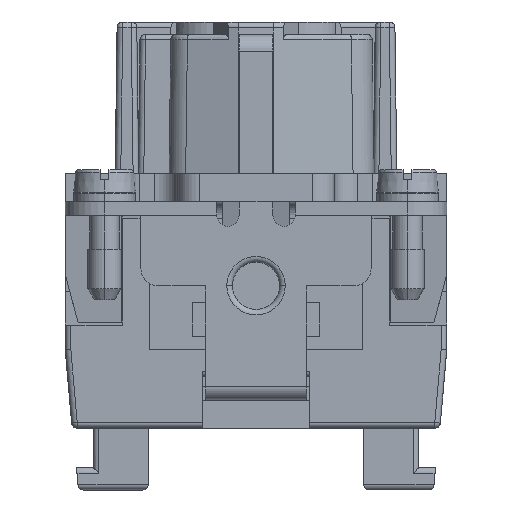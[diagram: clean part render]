
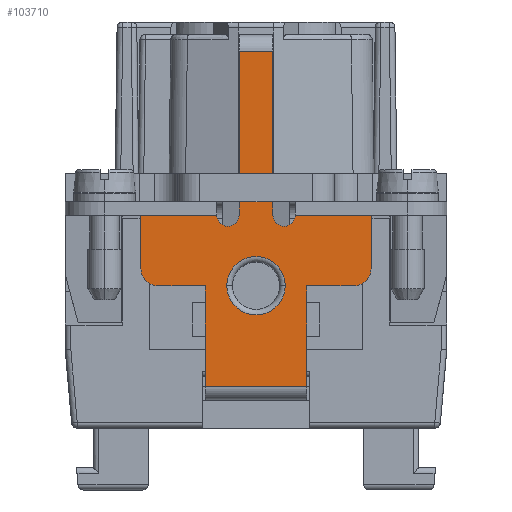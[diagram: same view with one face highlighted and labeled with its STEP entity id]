
A CAD part, left-side view. The second image highlights one B-rep face of the part: STEP entity #103710.
In plain terms, the highlighted planar face has unit normal (-1, 0, 0).
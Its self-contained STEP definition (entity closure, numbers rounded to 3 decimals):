
#89580=CARTESIAN_POINT('',(-4.462,35.249,-23.));
#89590=VERTEX_POINT('',#89580);
#89760=CARTESIAN_POINT('',(-4.462,39.499,-23.));
#89770=VERTEX_POINT('',#89760);
#89800=CARTESIAN_POINT('',(-4.462,0.,-23.));
#89810=DIRECTION('',(0.,1.,0.));
#89820=VECTOR('',#89810,1.);
#89830=LINE('',#89800,#89820);
#89840=EDGE_CURVE('',#89590,#89770,#89830,.T.);
#90070=CARTESIAN_POINT('',(-4.462,33.749,-21.5));
#90080=VERTEX_POINT('',#90070);
#90190=CARTESIAN_POINT('',(-4.462,35.249,-21.5));
#90200=DIRECTION('',(1.,0.,0.));
#90210=DIRECTION('',(0.,-1.,0.));
#90220=AXIS2_PLACEMENT_3D('',#90190,#90200,#90210);
#90230=CIRCLE('',#90220,1.5);
#90240=EDGE_CURVE('',#90080,#89590,#90230,.T.);
#90420=CARTESIAN_POINT('',(-4.462,33.749,0.));
#90430=DIRECTION('',(0.,0.,-1.));
#90440=VECTOR('',#90430,1.);
#90450=LINE('',#90420,#90440);
#90460=CARTESIAN_POINT('',(-4.462,33.749,-16.7));
#90470=VERTEX_POINT('',#90460);
#90480=EDGE_CURVE('',#90470,#90080,#90450,.T.);
#91570=CARTESIAN_POINT('',(-4.462,52.749,-23.));
#91580=VERTEX_POINT('',#91570);
#91760=CARTESIAN_POINT('',(-4.462,54.249,-21.5));
#91770=VERTEX_POINT('',#91760);
#91800=CARTESIAN_POINT('',(-4.462,52.749,-21.5));
#91810=DIRECTION('',(1.,0.,0.));
#91820=DIRECTION('',(0.,-1.,0.));
#91830=AXIS2_PLACEMENT_3D('',#91800,#91810,#91820);
#91840=CIRCLE('',#91830,1.5);
#91850=EDGE_CURVE('',#91580,#91770,#91840,.T.);
#92060=CARTESIAN_POINT('',(-4.462,48.499,-23.));
#92070=VERTEX_POINT('',#92060);
#92190=CARTESIAN_POINT('',(-4.462,0.,-23.));
#92200=DIRECTION('',(0.,1.,0.));
#92210=VECTOR('',#92200,1.);
#92220=LINE('',#92190,#92210);
#92230=EDGE_CURVE('',#92070,#91580,#92220,.T.);
#97400=CARTESIAN_POINT('',(-4.462,48.499,0.));
#97410=DIRECTION('',(0.,0.,-1.));
#97420=VECTOR('',#97410,1.);
#97430=LINE('',#97400,#97420);
#97440=CARTESIAN_POINT('',(-4.462,48.499,-24.5));
#97450=VERTEX_POINT('',#97440);
#97460=EDGE_CURVE('',#92070,#97450,#97430,.T.);
#99030=CARTESIAN_POINT('',(-4.462,39.499,0.));
#99040=DIRECTION('',(0.,0.,1.));
#99050=VECTOR('',#99040,1.);
#99060=LINE('',#99030,#99050);
#99070=CARTESIAN_POINT('',(-4.462,39.499,-24.5));
#99080=VERTEX_POINT('',#99070);
#99090=EDGE_CURVE('',#99080,#89770,#99060,.T.);
#99940=CARTESIAN_POINT('',(-4.462,48.499,-27.5));
#99950=VERTEX_POINT('',#99940);
#99960=EDGE_CURVE('',#97450,#99950,#97430,.T.);
#100250=CARTESIAN_POINT('',(-4.462,48.499,-32.));
#100260=VERTEX_POINT('',#100250);
#100290=CARTESIAN_POINT('',(-4.462,0.,-32.)
);
#100300=DIRECTION('',(0.,1.,0.));
#100310=VECTOR('',#100300,1.);
#100320=LINE('',#100290,#100310);
#100330=CARTESIAN_POINT('',(-4.462,39.499,-32.));
#100340=VERTEX_POINT('',#100330);
#100350=EDGE_CURVE('',#100340,#100260,#100320,.T.);
#102720=CARTESIAN_POINT('',(-4.462,43.006,
-28.287));
#102730=DIRECTION('',(-1.,0.,0.));
#102740=DIRECTION('',(0.,1.,0.));
#102750=AXIS2_PLACEMENT_3D('',#102720,#102730,#102740);
#102760=PLANE('',#102750);
#102770=CARTESIAN_POINT('',(-4.462,43.999,-23.));
#102780=DIRECTION('',(-1.,0.,0.));
#102790=DIRECTION('',(0.,1.,0.));
#102800=AXIS2_PLACEMENT_3D('',#102770,#102780,#102790);
#102810=CIRCLE('',#102800,2.6);
#102820=CARTESIAN_POINT('',(-4.462,46.599,-23.));
#102830=VERTEX_POINT('',#102820);
#102840=CARTESIAN_POINT('',(-4.462,41.399,-23.));
#102850=VERTEX_POINT('',#102840);
#102860=EDGE_CURVE('',#102830,#102850,#102810,.T.);
#102870=ORIENTED_EDGE('',*,*,#102860,.F.);
#102880=EDGE_CURVE('',#102850,#102830,#102810,.T.);
#102890=ORIENTED_EDGE('',*,*,#102880,.F.);
#102900=EDGE_LOOP('',(#102890,#102870));
#102910=FACE_BOUND('',#102900,.T.);
#102920=ORIENTED_EDGE('',*,*,#99090,.T.);
#102930=CARTESIAN_POINT('',(-4.462,39.499,-27.5));
#102940=VERTEX_POINT('',#102930);
#102950=EDGE_CURVE('',#102940,#99080,#99060,.T.);
#102960=ORIENTED_EDGE('',*,*,#102950,.T.);
#102970=EDGE_CURVE('',#100340,#102940,#99060,.T.);
#102980=ORIENTED_EDGE('',*,*,#102970,.T.);
#102990=ORIENTED_EDGE('',*,*,#100350,.F.);
#103000=EDGE_CURVE('',#99950,#100260,#97430,.T.);
#103010=ORIENTED_EDGE('',*,*,#103000,.T.);
#103020=ORIENTED_EDGE('',*,*,#99960,.T.);
#103030=ORIENTED_EDGE('',*,*,#97460,.T.);
#103040=ORIENTED_EDGE('',*,*,#92230,.F.);
#103050=ORIENTED_EDGE('',*,*,#91850,.F.);
#103060=CARTESIAN_POINT('',(-4.462,54.249,0.));
#103070=DIRECTION('',(0.,0.,1.));
#103080=VECTOR('',#103070,1.);
#103090=LINE('',#103060,#103080);
#103100=CARTESIAN_POINT('',(-4.462,54.249,-16.7));
#103110=VERTEX_POINT('',#103100);
#103120=EDGE_CURVE('',#91770,#103110,#103090,.T.);
#103130=ORIENTED_EDGE('',*,*,#103120,.F.);
#103140=CARTESIAN_POINT('',(-4.462,0.,-16.7));
#103150=DIRECTION('',(0.,-1.,0.));
#103160=VECTOR('',#103150,1.);
#103170=LINE('',#103140,#103160);
#103180=CARTESIAN_POINT('',(-4.462,47.499,-16.7));
#103190=VERTEX_POINT('',#103180);
#103200=EDGE_CURVE('',#103110,#103190,#103170,.T.);
#103210=ORIENTED_EDGE('',*,*,#103200,.F.);
#103220=CARTESIAN_POINT('',(-4.462,46.499,-16.7));
#103230=DIRECTION('',(-1.,0.,0.));
#103240=DIRECTION('',(0.,1.,0.));
#103250=AXIS2_PLACEMENT_3D('',#103220,#103230,#103240);
#103260=CIRCLE('',#103250,1.);
#103270=CARTESIAN_POINT('',(-4.462,45.499,-16.7));
#103280=VERTEX_POINT('',#103270);
#103290=EDGE_CURVE('',#103190,#103280,#103260,.T.);
#103300=ORIENTED_EDGE('',*,*,#103290,.F.);
#103310=CARTESIAN_POINT('',(-4.462,45.499,0.));
#103320=DIRECTION('',(0.,0.,1.));
#103330=VECTOR('',#103320,1.);
#103340=LINE('',#103310,#103330);
#103350=CARTESIAN_POINT('',(-4.462,45.499,-2.1));
#103360=VERTEX_POINT('',#103350);
#103370=EDGE_CURVE('',#103280,#103360,#103340,.T.);
#103380=ORIENTED_EDGE('',*,*,#103370,.F.);
#103390=CARTESIAN_POINT('',(-4.462,42.499,-2.1));
#103400=DIRECTION('',(0.,-1.,0.));
#103410=VECTOR('',#103400,1.);
#103420=LINE('',#103390,#103410);
#103430=CARTESIAN_POINT('',(-4.462,42.499,-2.1));
#103440=VERTEX_POINT('',#103430);
#103450=EDGE_CURVE('',#103360,#103440,#103420,.T.);
#103460=ORIENTED_EDGE('',*,*,#103450,.F.);
#103470=CARTESIAN_POINT('',(-4.462,42.499,0.));
#103480=DIRECTION('',(0.,0.,-1.));
#103490=VECTOR('',#103480,1.);
#103500=LINE('',#103470,#103490);
#103510=CARTESIAN_POINT('',(-4.462,42.499,-16.7));
#103520=VERTEX_POINT('',#103510);
#103530=EDGE_CURVE('',#103440,#103520,#103500,.T.);
#103540=ORIENTED_EDGE('',*,*,#103530,.F.);
#103550=CARTESIAN_POINT('',(-4.462,41.499,-16.7));
#103560=DIRECTION('',(-1.,0.,0.));
#103570=DIRECTION('',(0.,1.,0.));
#103580=AXIS2_PLACEMENT_3D('',#103550,#103560,#103570);
#103590=CIRCLE('',#103580,1.);
#103600=CARTESIAN_POINT('',(-4.462,40.499,-16.7));
#103610=VERTEX_POINT('',#103600);
#103620=EDGE_CURVE('',#103520,#103610,#103590,.T.);
#103630=ORIENTED_EDGE('',*,*,#103620,.F.);
#103640=EDGE_CURVE('',#103610,#90470,#103170,.T.);
#103650=ORIENTED_EDGE('',*,*,#103640,.F.);
#103660=ORIENTED_EDGE('',*,*,#90480,.F.);
#103670=ORIENTED_EDGE('',*,*,#90240,.F.);
#103680=ORIENTED_EDGE('',*,*,#89840,.F.);
#103690=EDGE_LOOP('',(#103680,#103670,#103660,#103650,#103630,#103540,
#103460,#103380,#103300,#103210,#103130,#103050,#103040,#103030,#103020,
#103010,#102990,#102980,#102960,#102920));
#103700=FACE_OUTER_BOUND('',#103690,.T.);
#103710=ADVANCED_FACE('F683',(#102910,#103700),#102760,.T.);
